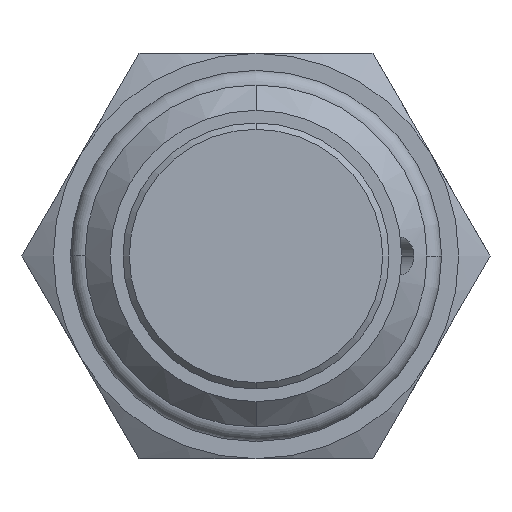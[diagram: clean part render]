
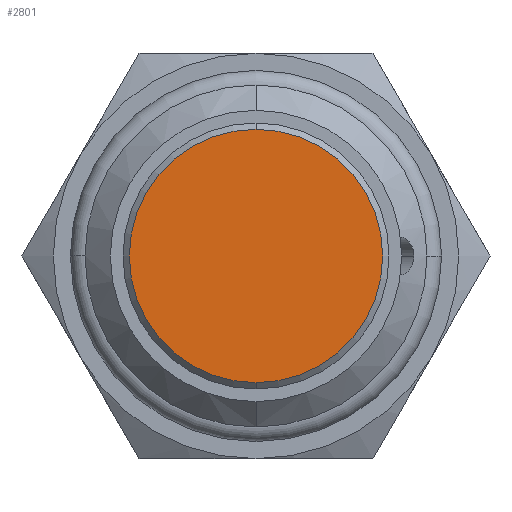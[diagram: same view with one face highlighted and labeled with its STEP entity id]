
A CAD part, front view. The second image highlights one B-rep face of the part: STEP entity #2801.
In plain terms, the highlighted planar face has unit normal (0, -1, 0).
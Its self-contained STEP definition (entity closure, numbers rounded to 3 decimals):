
#823 = DIRECTION ( 'NONE',  ( 0., -1., 0. ) ) ;
#1170 = EDGE_LOOP ( 'NONE', ( #1954, #2703 ) ) ;
#1339 = FACE_OUTER_BOUND ( 'NONE', #1170, .T. ) ;
#1389 = PLANE ( 'NONE',  #6366 ) ;
#1528 = DIRECTION ( 'NONE',  ( 0., 1., 0. ) ) ;
#1954 = ORIENTED_EDGE ( 'NONE', *, *, #4995, .F. ) ;
#2525 = CARTESIAN_POINT ( 'NONE',  ( 0., -77.9, 0. ) ) ;
#2703 = ORIENTED_EDGE ( 'NONE', *, *, #3552, .F. ) ;
#2801 = ADVANCED_FACE ( 'NONE', ( #1339 ), #1389, .T. ) ;
#2838 = CIRCLE ( 'NONE', #3680, 10. ) ;
#2928 = VERTEX_POINT ( 'NONE', #7709 ) ;
#3143 = DIRECTION ( 'NONE',  ( 0., 0., 1. ) ) ;
#3245 = VERTEX_POINT ( 'NONE', #5082 ) ;
#3552 = EDGE_CURVE ( 'NONE', #3245, #2928, #2838, .T. ) ;
#3680 = AXIS2_PLACEMENT_3D ( 'NONE', #2525, #6778, #3143 ) ;
#3717 = AXIS2_PLACEMENT_3D ( 'NONE', #5143, #1528, #5777 ) ;
#4412 = CARTESIAN_POINT ( 'NONE',  ( 0., -77.9, 0. ) ) ;
#4995 = EDGE_CURVE ( 'NONE', #2928, #3245, #5392, .T. ) ;
#5021 = DIRECTION ( 'NONE',  ( 0., 0., -1. ) ) ;
#5082 = CARTESIAN_POINT ( 'NONE',  ( 0., -77.9, -10. ) ) ;
#5143 = CARTESIAN_POINT ( 'NONE',  ( 0., -77.9, 0. ) ) ;
#5392 = CIRCLE ( 'NONE', #3717, 10. ) ;
#5777 = DIRECTION ( 'NONE',  ( 0., 0., 1. ) ) ;
#6366 = AXIS2_PLACEMENT_3D ( 'NONE', #4412, #823, #5021 ) ;
#6778 = DIRECTION ( 'NONE',  ( 0., 1., 0. ) ) ;
#7709 = CARTESIAN_POINT ( 'NONE',  ( 0., -77.9, 10. ) ) ;
